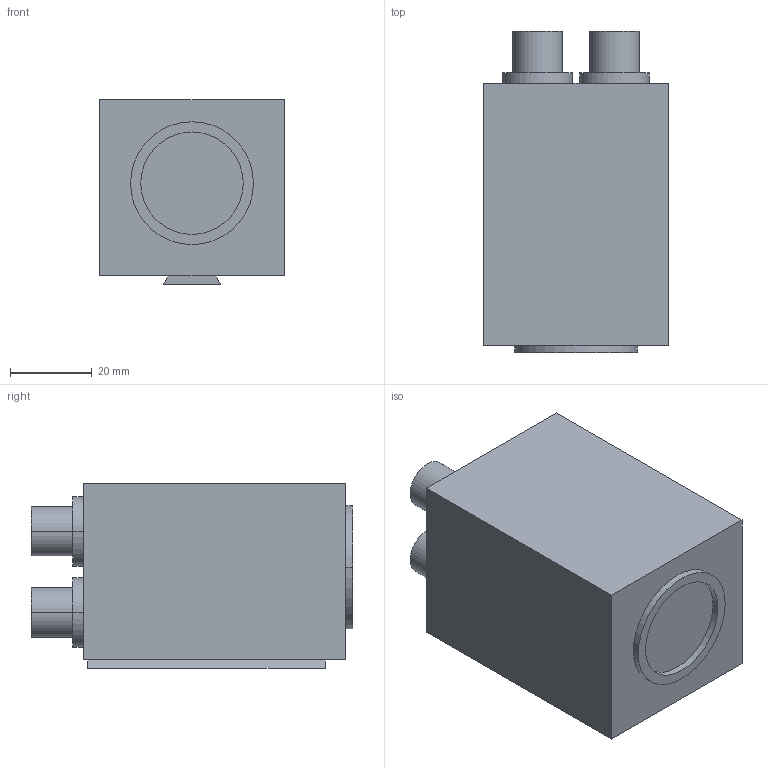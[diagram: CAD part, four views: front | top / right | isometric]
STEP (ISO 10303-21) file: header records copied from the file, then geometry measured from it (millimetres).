
FILE_DESCRIPTION((''),'2;1');
FILE_NAME('8058728_ASM','2016-11-30T',('SYSTEM'),(''),'PRO/ENGINEER BY PARAMETRIC TECHNOLOGY CORPORATION, 2014090','PRO/ENGINEER BY PARAMETRIC TECHNOLOGY CORPORATION, 2014090','');
FILE_SCHEMA(('CONFIG_CONTROL_DESIGN'));
Length unit declared in the file: millimetre
Products named in the file (3): 4660358; 4660359; 8058728_ASM
Assembly tree (4 placements, depth 2):
  8058728_ASM
    4660358
    4660359  x3
Bounding box: 45 x 78.4 x 45 mm (x, y, z)
Volume: 130881.1 mm3; surface area: 19142.9 mm2
Topology: 4 solids, 4 shells, 67 faces, 138 edges, 92 vertices
Faces by surface type: plane 45, cylinder 22
Entity records: 1545 total; most frequent: DIRECTION 262, CARTESIAN_POINT 250, ORIENTED_EDGE 228, EDGE_CURVE 114, AXIS2_PLACEMENT_3D 88, VECTOR 86, LINE 86, VERTEX_POINT 76
